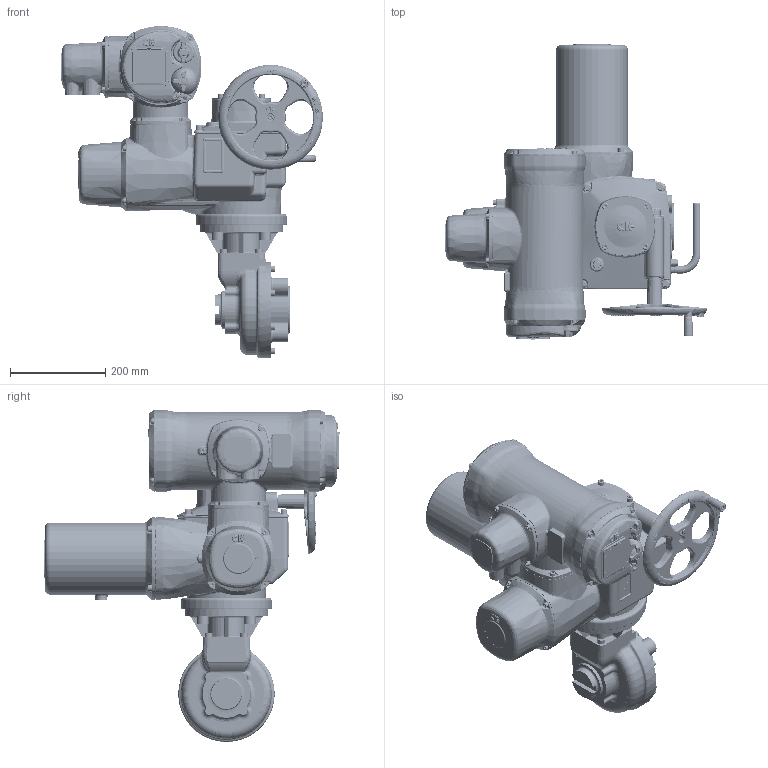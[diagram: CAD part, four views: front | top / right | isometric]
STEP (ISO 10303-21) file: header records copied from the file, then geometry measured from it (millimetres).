
FILE_DESCRIPTION(/* description */ ('Unknown'),/* implementation_level */ '2;1');
FILE_NAME(/* name */ 'A6B5N0BT00X-1',/* time_stamp */ '2019-12-19T18:02:35+06:00',/* author */ ('Unknown'),/* organization */ ('Unknown'),/* preprocessor_version */ 'ST-DEVELOPER v16.7',/* originating_system */ 'DEX',/* authorisation */ $);
FILE_SCHEMA (('AUTOMOTIVE_DESIGN {1 0 10303 214 3 1 1}'));
Length unit declared in the file: millimetre
Products named in the file (1): A6B5N0BT00
Bounding box: 548.57 x 621.7 x 695.45 mm (x, y, z)
Volume: 33068530.2 mm3; surface area: 1274787.5 mm2
Topology: 7 solids, 32 shells, 12994 faces, 31841 edges, 19128 vertices
Faces by surface type: plane 4687, bspline 3620, cylinder 2885, torus 921, cone 622, sphere 259
Full cylindrical faces by diameter (mm): 1.152 x1, 3.2 x1, 4.2 x6, 4.4 x1, 4.5 x4, 4.917 x13, 5.5 x4, 6 x11, 6.45 x1, 6.47 x1, 6.5 x8, 6.6 x4, 6.647 x12, 7 x5, 8 x13, 8.2 x1, 8.5 x8, 10 x32, 10.22 x4, 10.5 x8, 11 x1, 11.92 x1, 12 x1, 13 x18, 13.25 x4, 13.5 x9, 14 x5, 15.5 x1, 16 x16, 16.1 x1
Entity records: 573159 total; most frequent: CARTESIAN_POINT 216159, ORIENTED_EDGE 61114, DIRECTION 44111, EDGE_CURVE 30557, VERTEX_POINT 18849, AXIS2_PLACEMENT_3D 16512, FACE_BOUND 14356, EDGE_LOOP 14305
